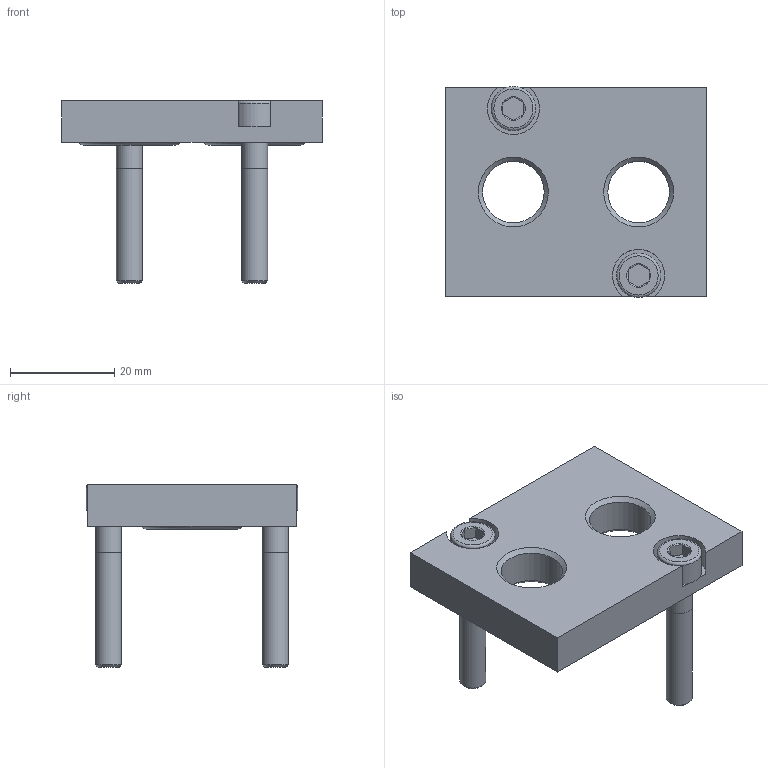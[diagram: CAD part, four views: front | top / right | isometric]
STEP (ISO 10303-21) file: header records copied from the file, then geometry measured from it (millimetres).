
FILE_DESCRIPTION( ( 'Unknown' ), '1' );
FILE_NAME( 'GPN 1_4.stp', 'Unknown', ( 'Unknown' ), ( 'Unknown' ), 'PSStep 17.0.49', 'Unknown', ' ' );
FILE_SCHEMA( ( 'AUTOMOTIVE_DESIGN { 1 0 10303 214 1 1 1 1 }' ) );
Length unit declared in the file: millimetre
Products named in the file (4): Assem1; AGPN 1_4; O-Ring 15x2,5 NBR70; DIN912-A2-M5x30
Assembly tree (5 placements, depth 2):
  Assem1
    AGPN 1_4
    O-Ring 15x2,5 NBR70  x2
    DIN912-A2-M5x30  x2
Bounding box: 50 x 40.5 x 35 mm (x, y, z)
Surface area: 8526.2 mm2 (no closed solid volume)
Topology: 0 solids, 78 shells, 78 faces, 314 edges, 286 vertices
Faces by surface type: plane 36, cylinder 18, cone 18, torus 6
Full cylindrical faces by diameter (mm): 4.019 x2, 5 x4, 5.5 x2, 8.5 x2, 11.8 x2, 14.5 x2, 19.5 x2
Entity records: 2705 total; most frequent: CARTESIAN_POINT 515, DIRECTION 368, VERTEX_POINT 183, ORIENTED_EDGE 182, EDGE_CURVE 182, AXIS2_PLACEMENT_3D 140, LINE 88, VECTOR 88
